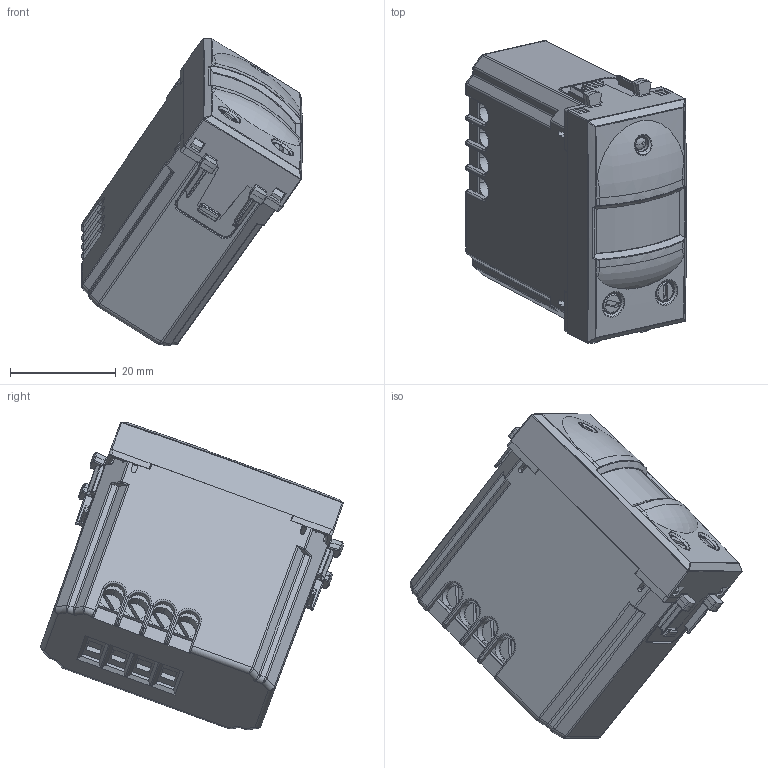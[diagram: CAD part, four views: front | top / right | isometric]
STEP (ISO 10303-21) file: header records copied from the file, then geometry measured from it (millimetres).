
FILE_DESCRIPTION(('CATIA V5 STEP Exchange'),'2;1');
FILE_NAME('442068RL.stp','2024-02-22T13:00:14+00:00',('none'),('none'),'CATIA Version 5-6 Release 2016 SP6','CATIA V5 STEP AP203','none');
FILE_SCHEMA(('CONFIG_CONTROL_DESIGN'));
Products named in the file (1): 442068RL
Assembly tree (8 placements, depth 2):
  442068RL
    #57
    #13051
    #13226  x3
    #14480
    #16235
    #46399
Bounding box: 41.7 x 57.22 x 58.21 mm (x, y, z)
Volume: 12549.7 mm3; surface area: 17628.4 mm2
Topology: 8 solids, 8 shells, 1425 faces, 3787 edges, 2308 vertices
Faces by surface type: plane 607, cylinder 455, bspline 168, cone 81, sphere 67, torus 39, revolution 8
Entity records: 52229 total; most frequent: CARTESIAN_POINT 23855, ORIENTED_EDGE 6994, DIRECTION 3881, EDGE_CURVE 3497, VERTEX_POINT 2171, VECTOR 1587, LINE 1587, B_SPLINE_CURVE_WITH_KNOTS 1514
